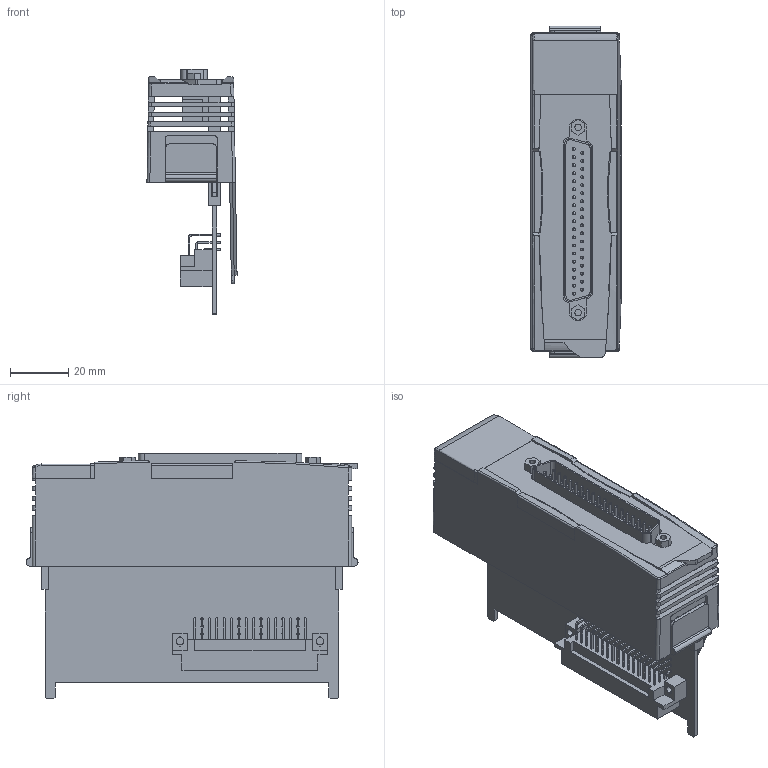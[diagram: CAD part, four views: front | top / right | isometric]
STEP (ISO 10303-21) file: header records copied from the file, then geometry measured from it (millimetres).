
FILE_DESCRIPTION (( 'STEP AP203' ), '1' );
FILE_NAME ('DB37_16LED_W.STEP', '2017-04-21T07:45:57', ( 'user' ), ( '' ), 'SwSTEP 2.0', 'SolidWorks 2013', '' );
FILE_SCHEMA (( 'CONFIG_CONTROL_DESIGN' ));
Length unit declared in the file: millimetre
Products named in the file (8): 8K_16LED_20130306; 8000-2io-03-Part-7; 37d-sub-8000-2io-03-Part-16; DB37_16LED_W; io module 37 pin 32led PCB; Molex-48pin-90D; 8000固定扣; D-SUB-37pin-M
Assembly tree (8 placements, depth 2):
  DB37_16LED_W
    io module 37 pin 32led PCB
    Molex-48pin-90D
    8000固定扣  x2
    D-SUB-37pin-M
    8K_16LED_20130306
    8000-2io-03-Part-7
    37d-sub-8000-2io-03-Part-16
Bounding box: 31.06 x 114.4 x 84.63 mm (x, y, z)
Volume: 52653.9 mm3; surface area: 63131.4 mm2
Topology: 8 solids, 8 shells, 2183 faces, 5846 edges, 3721 vertices
Faces by surface type: plane 1530, cylinder 557, sphere 74, bspline 19, torus 3
Entity records: 67305 total; most frequent: CARTESIAN_POINT 12277, DIRECTION 11283, ORIENTED_EDGE 11226, EDGE_CURVE 5613, VECTOR 4003, LINE 4003, AXIS2_PLACEMENT_3D 3640, VERTEX_POINT 3591
